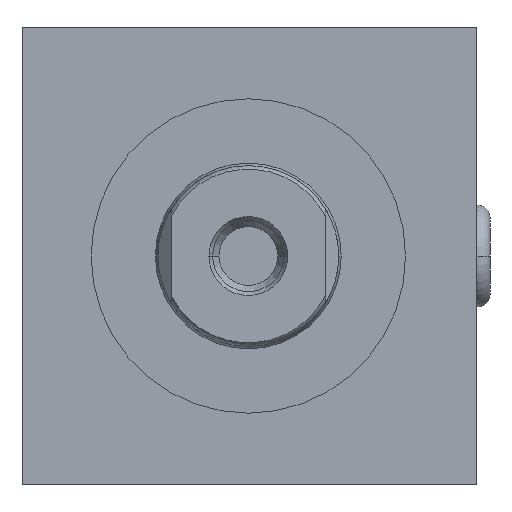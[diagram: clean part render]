
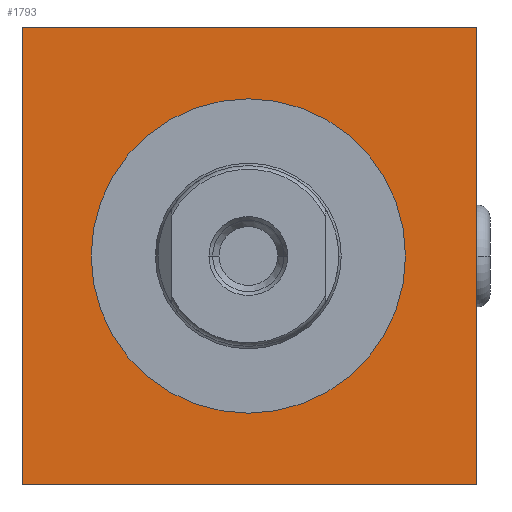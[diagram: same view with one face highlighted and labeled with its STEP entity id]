
A CAD part, left-side view. The second image highlights one B-rep face of the part: STEP entity #1793.
In plain terms, the highlighted planar face has unit normal (-1, 0, 0).
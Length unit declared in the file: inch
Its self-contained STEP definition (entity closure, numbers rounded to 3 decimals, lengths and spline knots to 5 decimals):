
#18=DIRECTION('',(0.,-1.,0.));
#19=VECTOR('',#18,1.99);
#20=CARTESIAN_POINT('',(0.,0.99,1.));
#21=LINE('',#20,#19);
#26=DIRECTION('',(0.,0.,-1.));
#27=VECTOR('',#26,2.);
#28=CARTESIAN_POINT('',(0.,-1.,1.));
#29=LINE('',#28,#27);
#33=DIRECTION('',(0.,1.,0.));
#34=VECTOR('',#33,1.99);
#35=CARTESIAN_POINT('',(0.,-1.,-1.));
#36=LINE('',#35,#34);
#40=DIRECTION('',(0.,0.,1.));
#41=VECTOR('',#40,2.);
#42=CARTESIAN_POINT('',(0.,0.99,-1.));
#43=LINE('',#42,#41);
#47=CARTESIAN_POINT('',(0.,0.,0.));
#48=DIRECTION('',(-1.,0.,0.));
#49=DIRECTION('',(0.,0.,1.));
#50=AXIS2_PLACEMENT_3D('',#47,#48,#49);
#55=CARTESIAN_POINT('',(0.,0.,0.));
#56=DIRECTION('',(-1.,0.,0.));
#57=DIRECTION('',(0.,0.,-1.));
#58=AXIS2_PLACEMENT_3D('',#55,#56,#57);
#1527=CARTESIAN_POINT('',(0.,0.99,1.));
#1528=CARTESIAN_POINT('',(0.,-1.,1.));
#1529=VERTEX_POINT('',#1527);
#1530=VERTEX_POINT('',#1528);
#1531=CARTESIAN_POINT('',(0.,-1.,-1.));
#1532=VERTEX_POINT('',#1531);
#1533=CARTESIAN_POINT('',(0.,0.99,-1.));
#1534=VERTEX_POINT('',#1533);
#1615=CARTESIAN_POINT('',(0.,0.,0.6875));
#1616=CARTESIAN_POINT('',(0.,0.,-0.6875));
#1617=VERTEX_POINT('',#1615);
#1618=VERTEX_POINT('',#1616);
#1772=CARTESIAN_POINT('',(0.,0.,0.));
#1773=DIRECTION('',(1.,0.,0.));
#1774=DIRECTION('',(0.,0.,-1.));
#1775=AXIS2_PLACEMENT_3D('',#1772,#1773,#1774);
#1776=PLANE('',#1775);
#1778=ORIENTED_EDGE('',*,*,#1777,.T.);
#1780=ORIENTED_EDGE('',*,*,#1779,.T.);
#1782=ORIENTED_EDGE('',*,*,#1781,.T.);
#1784=ORIENTED_EDGE('',*,*,#1783,.T.);
#1785=EDGE_LOOP('',(#1778,#1780,#1782,#1784));
#1786=FACE_OUTER_BOUND('',#1785,.F.);
#1788=ORIENTED_EDGE('',*,*,#1787,.T.);
#1790=ORIENTED_EDGE('',*,*,#1789,.T.);
#1791=EDGE_LOOP('',(#1788,#1790));
#1792=FACE_BOUND('',#1791,.F.);
#51=CIRCLE('',#50,0.6875);
#59=CIRCLE('',#58,0.6875);
#1777=EDGE_CURVE('',#1529,#1530,#21,.T.);
#1779=EDGE_CURVE('',#1530,#1532,#29,.T.);
#1781=EDGE_CURVE('',#1532,#1534,#36,.T.);
#1783=EDGE_CURVE('',#1534,#1529,#43,.T.);
#1787=EDGE_CURVE('',#1617,#1618,#51,.T.);
#1789=EDGE_CURVE('',#1618,#1617,#59,.T.);
#1793=ADVANCED_FACE('',(#1786,#1792),#1776,.F.);
